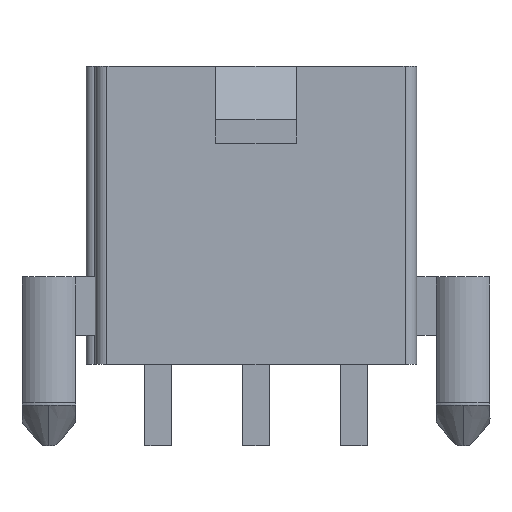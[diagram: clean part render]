
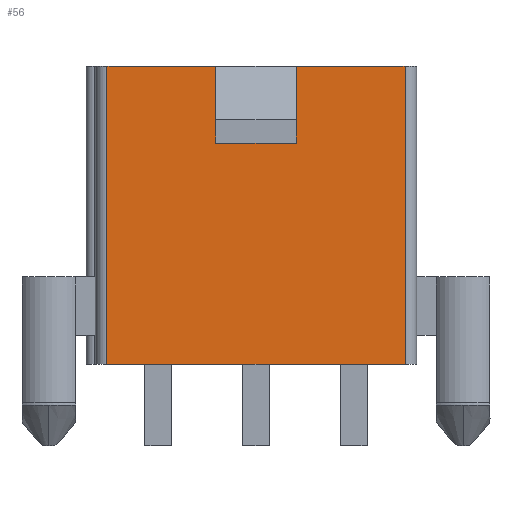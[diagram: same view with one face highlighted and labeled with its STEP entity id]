
A CAD part, front view. The second image highlights one B-rep face of the part: STEP entity #56.
In plain terms, the highlighted planar face has unit normal (0, -1, 0).
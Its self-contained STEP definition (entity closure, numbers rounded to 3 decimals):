
#56=ADVANCED_FACE('',(#245),#246,.T.);
#245=FACE_OUTER_BOUND('',#609,.T.);
#246=PLANE('',#610);
#609=EDGE_LOOP('',(#1062,#1063,#1064,#1065,#1066,#1067,#1068,#1069));
#610=AXIS2_PLACEMENT_3D('',#1070,#1071,#1072);
#1062=ORIENTED_EDGE('',*,*,#2391,.F.);
#1063=ORIENTED_EDGE('',*,*,#2434,.T.);
#1064=ORIENTED_EDGE('',*,*,#2435,.T.);
#1065=ORIENTED_EDGE('',*,*,#2436,.F.);
#1066=ORIENTED_EDGE('',*,*,#2379,.F.);
#1067=ORIENTED_EDGE('',*,*,#2426,.T.);
#1068=ORIENTED_EDGE('',*,*,#2429,.F.);
#1069=ORIENTED_EDGE('',*,*,#2433,.F.);
#1070=CARTESIAN_POINT('',(-6.4,-4.875,0.0));
#1071=DIRECTION('',(0.0,-1.0,0.0));
#1072=DIRECTION('',(0.0,0.0,-1.0));
#2379=EDGE_CURVE('',#2849,#2850,#2851,.T.);
#2391=EDGE_CURVE('',#2871,#2873,#2874,.T.);
#2426=EDGE_CURVE('',#2849,#2941,#2942,.T.);
#2429=EDGE_CURVE('',#2946,#2941,#2947,.T.);
#2433=EDGE_CURVE('',#2873,#2946,#2952,.T.);
#2434=EDGE_CURVE('',#2871,#2953,#2954,.T.);
#2435=EDGE_CURVE('',#2953,#2955,#2956,.T.);
#2436=EDGE_CURVE('',#2850,#2955,#2957,.T.);
#2849=VERTEX_POINT('',#3677);
#2850=VERTEX_POINT('',#3678);
#2851=LINE('',#3679,#3680);
#2871=VERTEX_POINT('',#3706);
#2873=VERTEX_POINT('',#3708);
#2874=LINE('',#3709,#3710);
#2941=VERTEX_POINT('',#3811);
#2942=LINE('',#3812,#3813);
#2946=VERTEX_POINT('',#3819);
#2947=LINE('',#3820,#3821);
#2952=LINE('',#3829,#3830);
#2953=VERTEX_POINT('',#3831);
#2954=LINE('',#3832,#3833);
#2955=VERTEX_POINT('',#3834);
#2956=LINE('',#3835,#3836);
#2957=LINE('',#3837,#3838);
#3677=CARTESIAN_POINT('',(1.725,-4.875,0.0));
#3678=CARTESIAN_POINT('',(6.4,-4.875,0.0));
#3679=CARTESIAN_POINT('',(1.725,-4.875,0.0));
#3680=VECTOR('',#4865,4.675);
#3706=CARTESIAN_POINT('',(-6.4,-4.875,0.0));
#3708=CARTESIAN_POINT('',(-1.725,-4.875,0.0));
#3709=CARTESIAN_POINT('',(-6.4,-4.875,0.0));
#3710=VECTOR('',#4887,4.675);
#3811=CARTESIAN_POINT('',(1.725,-4.875,-3.3));
#3812=CARTESIAN_POINT('',(1.725,-4.875,0.0));
#3813=VECTOR('',#4922,3.3);
#3819=CARTESIAN_POINT('',(-1.725,-4.875,-3.3));
#3820=CARTESIAN_POINT('',(-1.725,-4.875,-3.3));
#3821=VECTOR('',#4925,3.45);
#3829=CARTESIAN_POINT('',(-1.725,-4.875,0.0));
#3830=VECTOR('',#4929,3.3);
#3831=CARTESIAN_POINT('',(-6.4,-4.875,-12.8));
#3832=CARTESIAN_POINT('',(-6.4,-4.875,0.0));
#3833=VECTOR('',#4930,12.8);
#3834=CARTESIAN_POINT('',(6.4,-4.875,-12.8));
#3835=CARTESIAN_POINT('',(-6.4,-4.875,-12.8));
#3836=VECTOR('',#4931,12.8);
#3837=CARTESIAN_POINT('',(6.4,-4.875,0.0));
#3838=VECTOR('',#4932,12.8);
#4865=DIRECTION('',(1.0,0.0,0.0));
#4887=DIRECTION('',(1.0,0.0,0.0));
#4922=DIRECTION('',(0.0,0.0,-1.0));
#4925=DIRECTION('',(1.0,0.0,0.0));
#4929=DIRECTION('',(0.0,0.0,-1.0));
#4930=DIRECTION('',(0.0,0.0,-1.0));
#4931=DIRECTION('',(1.0,0.0,0.0));
#4932=DIRECTION('',(0.0,0.0,-1.0));
